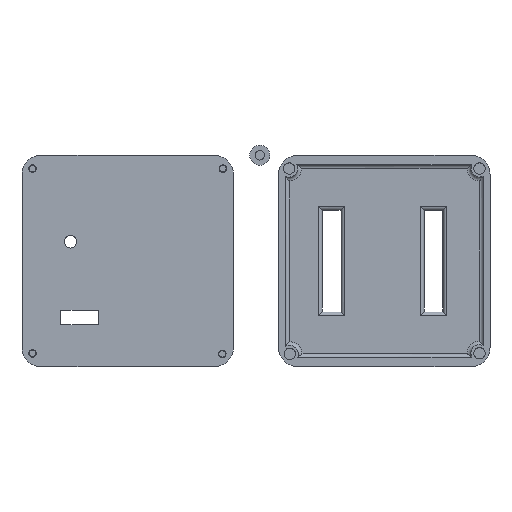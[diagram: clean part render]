
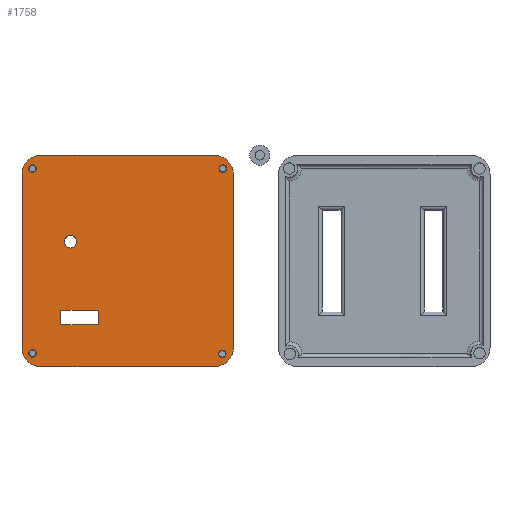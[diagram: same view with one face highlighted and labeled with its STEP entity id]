
A CAD part, top view. The second image highlights one B-rep face of the part: STEP entity #1758.
In plain terms, the highlighted planar face has unit normal (0, 0, 1).
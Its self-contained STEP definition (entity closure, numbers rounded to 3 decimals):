
#43=FACE_BOUND('',#612,.T.);
#44=FACE_BOUND('',#613,.T.);
#45=FACE_BOUND('',#614,.T.);
#46=FACE_BOUND('',#615,.T.);
#47=FACE_BOUND('',#616,.T.);
#48=FACE_BOUND('',#617,.T.);
#86=PLANE('',#1976);
#185=LINE('',#3104,#308);
#188=LINE('',#3112,#311);
#195=LINE('',#3132,#318);
#198=LINE('',#3137,#321);
#200=LINE('',#3141,#323);
#201=LINE('',#3143,#324);
#208=LINE('',#3179,#331);
#210=LINE('',#3185,#333);
#308=VECTOR('',#2433,10.);
#311=VECTOR('',#2442,10.);
#318=VECTOR('',#2459,10.);
#321=VECTOR('',#2464,10.);
#323=VECTOR('',#2468,10.);
#324=VECTOR('',#2471,10.);
#331=VECTOR('',#2516,10.);
#333=VECTOR('',#2524,10.);
#488=FACE_OUTER_BOUND('',#611,.T.);
#611=EDGE_LOOP('',(#1600,#1601,#1602,#1603,#1604,#1605,#1606,#1607));
#612=EDGE_LOOP('',(#1608));
#613=EDGE_LOOP('',(#1609,#1610,#1611,#1612));
#614=EDGE_LOOP('',(#1613));
#615=EDGE_LOOP('',(#1614));
#616=EDGE_LOOP('',(#1615));
#617=EDGE_LOOP('',(#1616));
#705=CIRCLE('',#1941,5.);
#706=CIRCLE('',#1944,5.);
#708=CIRCLE('',#1949,1.654);
#710=CIRCLE('',#1956,1.);
#712=CIRCLE('',#1960,1.);
#714=CIRCLE('',#1964,1.);
#716=CIRCLE('',#1968,1.);
#717=CIRCLE('',#1971,5.);
#718=CIRCLE('',#1974,5.);
#861=VERTEX_POINT('',#3096);
#862=VERTEX_POINT('',#3098);
#863=VERTEX_POINT('',#3102);
#864=VERTEX_POINT('',#3106);
#865=VERTEX_POINT('',#3110);
#871=VERTEX_POINT('',#3125);
#872=VERTEX_POINT('',#3129);
#873=VERTEX_POINT('',#3131);
#874=VERTEX_POINT('',#3135);
#875=VERTEX_POINT('',#3139);
#877=VERTEX_POINT('',#3147);
#879=VERTEX_POINT('',#3154);
#881=VERTEX_POINT('',#3161);
#883=VERTEX_POINT('',#3168);
#884=VERTEX_POINT('',#3173);
#885=VERTEX_POINT('',#3177);
#886=VERTEX_POINT('',#3181);
#1089=EDGE_CURVE('',#861,#862,#705,.T.);
#1092=EDGE_CURVE('',#861,#863,#185,.T.);
#1094=EDGE_CURVE('',#864,#863,#706,.T.);
#1096=EDGE_CURVE('',#864,#865,#188,.T.);
#1103=EDGE_CURVE('',#871,#871,#708,.T.);
#1105=EDGE_CURVE('',#873,#872,#195,.T.);
#1108=EDGE_CURVE('',#872,#874,#198,.T.);
#1110=EDGE_CURVE('',#874,#875,#200,.T.);
#1111=EDGE_CURVE('',#875,#873,#201,.T.);
#1114=EDGE_CURVE('',#877,#877,#710,.T.);
#1117=EDGE_CURVE('',#879,#879,#712,.T.);
#1120=EDGE_CURVE('',#881,#881,#714,.T.);
#1123=EDGE_CURVE('',#883,#883,#716,.T.);
#1125=EDGE_CURVE('',#884,#865,#717,.T.);
#1127=EDGE_CURVE('',#884,#885,#208,.T.);
#1129=EDGE_CURVE('',#886,#885,#718,.T.);
#1130=EDGE_CURVE('',#886,#862,#210,.T.);
#1600=ORIENTED_EDGE('',*,*,#1094,.F.);
#1601=ORIENTED_EDGE('',*,*,#1096,.T.);
#1602=ORIENTED_EDGE('',*,*,#1125,.F.);
#1603=ORIENTED_EDGE('',*,*,#1127,.T.);
#1604=ORIENTED_EDGE('',*,*,#1129,.F.);
#1605=ORIENTED_EDGE('',*,*,#1130,.T.);
#1606=ORIENTED_EDGE('',*,*,#1089,.F.);
#1607=ORIENTED_EDGE('',*,*,#1092,.T.);
#1608=ORIENTED_EDGE('',*,*,#1103,.T.);
#1609=ORIENTED_EDGE('',*,*,#1105,.T.);
#1610=ORIENTED_EDGE('',*,*,#1108,.T.);
#1611=ORIENTED_EDGE('',*,*,#1110,.T.);
#1612=ORIENTED_EDGE('',*,*,#1111,.T.);
#1613=ORIENTED_EDGE('',*,*,#1114,.T.);
#1614=ORIENTED_EDGE('',*,*,#1117,.T.);
#1615=ORIENTED_EDGE('',*,*,#1120,.T.);
#1616=ORIENTED_EDGE('',*,*,#1123,.T.);
#1758=ADVANCED_FACE('',(#488,#43,#44,#45,#46,#47,#48),#86,.F.);
#1941=AXIS2_PLACEMENT_3D('',#3099,#2427,#2428);
#1944=AXIS2_PLACEMENT_3D('',#3108,#2437,#2438);
#1949=AXIS2_PLACEMENT_3D('',#3127,#2454,#2455);
#1956=AXIS2_PLACEMENT_3D('',#3149,#2477,#2478);
#1960=AXIS2_PLACEMENT_3D('',#3156,#2486,#2487);
#1964=AXIS2_PLACEMENT_3D('',#3163,#2495,#2496);
#1968=AXIS2_PLACEMENT_3D('',#3170,#2504,#2505);
#1971=AXIS2_PLACEMENT_3D('',#3175,#2511,#2512);
#1974=AXIS2_PLACEMENT_3D('',#3183,#2520,#2521);
#1976=AXIS2_PLACEMENT_3D('',#3186,#2525,#2526);
#2427=DIRECTION('center_axis',(0.,0.,
-1.));
#2428=DIRECTION('ref_axis',(-1.,0.,0.));
#2433=DIRECTION('',(0.,-1.,0.));
#2437=DIRECTION('center_axis',(0.,0.,
-1.));
#2438=DIRECTION('ref_axis',(0.,-1.,0.));
#2442=DIRECTION('',(1.,0.,0.));
#2454=DIRECTION('center_axis',(0.,0.,
-1.));
#2455=DIRECTION('ref_axis',(-1.,0.,0.));
#2459=DIRECTION('',(0.,1.,0.));
#2464=DIRECTION('',(1.,0.,0.));
#2468=DIRECTION('',(0.,-1.,0.));
#2471=DIRECTION('',(-1.,0.,0.));
#2477=DIRECTION('center_axis',(0.,0.,
-1.));
#2478=DIRECTION('ref_axis',(-1.,0.,0.));
#2486=DIRECTION('center_axis',(0.,0.,
-1.));
#2487=DIRECTION('ref_axis',(-1.,0.,0.));
#2495=DIRECTION('center_axis',(0.,0.,
-1.));
#2496=DIRECTION('ref_axis',(-1.,0.,0.));
#2504=DIRECTION('center_axis',(0.,0.,
-1.));
#2505=DIRECTION('ref_axis',(-1.,0.,0.));
#2511=DIRECTION('center_axis',(0.,0.,
-1.));
#2512=DIRECTION('ref_axis',(1.,0.,0.));
#2516=DIRECTION('',(0.,1.,0.));
#2520=DIRECTION('center_axis',(0.,0.,
-1.));
#2521=DIRECTION('ref_axis',(0.,1.,0.));
#2524=DIRECTION('',(-1.,0.,0.));
#2525=DIRECTION('center_axis',(0.,0.,
-1.));
#2526=DIRECTION('ref_axis',(-1.,0.,0.));
#3096=CARTESIAN_POINT('',(28.46,-73.817,-2.4));
#3098=CARTESIAN_POINT('',(33.46,-68.817,-2.4));
#3099=CARTESIAN_POINT('Origin',(33.46,-73.817,-2.4));
#3102=CARTESIAN_POINT('',(28.46,-119.817,-2.4));
#3104=CARTESIAN_POINT('',(28.46,-73.817,-2.4));
#3106=CARTESIAN_POINT('',(33.46,-124.817,-2.4));
#3108=CARTESIAN_POINT('Origin',(33.46,-119.817,-2.4));
#3110=CARTESIAN_POINT('',(79.46,-124.817,-2.4));
#3112=CARTESIAN_POINT('',(33.46,-124.817,-2.4));
#3125=CARTESIAN_POINT('',(42.98,-91.722,-2.4));
#3127=CARTESIAN_POINT('Origin',(41.326,-91.722,-2.4));
#3129=CARTESIAN_POINT('',(38.733,-109.829,-2.4));
#3131=CARTESIAN_POINT('',(38.733,-113.66,-2.4));
#3132=CARTESIAN_POINT('',(38.733,-103.323,-2.4));
#3135=CARTESIAN_POINT('',(48.745,-109.829,-2.4));
#3137=CARTESIAN_POINT('',(52.602,-109.829,-2.4));
#3139=CARTESIAN_POINT('',(48.745,-113.66,-2.4));
#3141=CARTESIAN_POINT('',(48.745,-105.238,-2.4));
#3143=CARTESIAN_POINT('',(47.596,-113.66,-2.4));
#3147=CARTESIAN_POINT('',(32.24,-72.348,-2.4));
#3149=CARTESIAN_POINT('Origin',(31.24,-72.348,-2.4));
#3154=CARTESIAN_POINT('',(32.251,-121.297,-2.4));
#3156=CARTESIAN_POINT('Origin',(31.251,-121.297,-2.4));
#3161=CARTESIAN_POINT('',(82.683,-72.351,-2.4));
#3163=CARTESIAN_POINT('Origin',(81.683,-72.351,-2.4));
#3168=CARTESIAN_POINT('',(82.52,-121.437,-2.4));
#3170=CARTESIAN_POINT('Origin',(81.52,-121.437,-2.4));
#3173=CARTESIAN_POINT('',(84.46,-119.817,-2.4));
#3175=CARTESIAN_POINT('Origin',(79.46,-119.817,-2.4));
#3177=CARTESIAN_POINT('',(84.46,-73.817,-2.4));
#3179=CARTESIAN_POINT('',(84.46,-119.817,-2.4));
#3181=CARTESIAN_POINT('',(79.46,-68.817,-2.4));
#3183=CARTESIAN_POINT('Origin',(79.46,-73.817,-2.4));
#3185=CARTESIAN_POINT('',(79.46,-68.817,-2.4));
#3186=CARTESIAN_POINT('Origin',(56.46,-96.817,-2.4));
